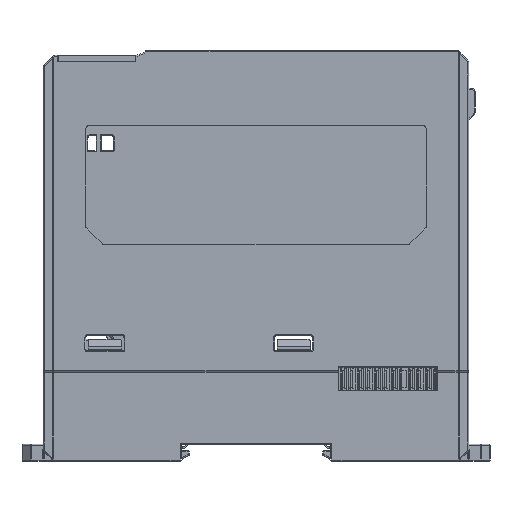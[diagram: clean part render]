
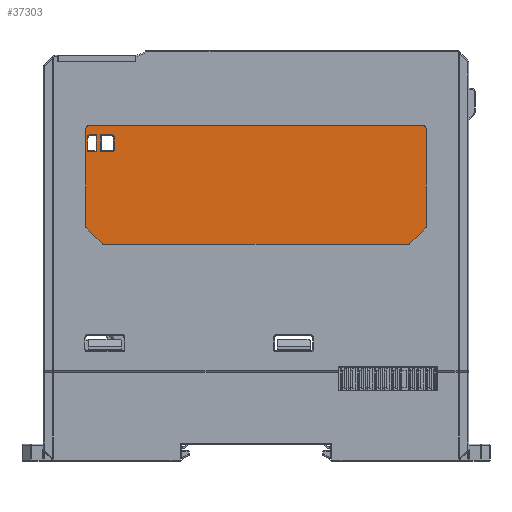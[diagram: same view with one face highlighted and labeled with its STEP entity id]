
A CAD part, left-side view. The second image highlights one B-rep face of the part: STEP entity #37303.
In plain terms, the highlighted planar face has unit normal (-1, 0, 0).
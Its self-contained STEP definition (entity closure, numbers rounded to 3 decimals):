
#10733=DIRECTION('',(0.,-1.,0.));
#10734=VECTOR('',#10733,2.6);
#10735=CARTESIAN_POINT('',(-11.2,86.6,28.5));
#10736=LINE('',#10735,#10734);
#10741=CARTESIAN_POINT('',(-11.2,85.793,3.26));
#10742=DIRECTION('',(1.,0.,0.));
#10743=DIRECTION('',(0.,0.,-1.));
#10744=AXIS2_PLACEMENT_3D('',#10741,#10742,#10743);
#10746=DIRECTION('',(0.,0.707,0.707));
#10747=VECTOR('',#10746,5.243);
#10748=CARTESIAN_POINT('',(-11.2,86.146,2.906));
#10749=LINE('',#10748,#10747);
#10750=CARTESIAN_POINT('',(-11.2,89.5,6.967));
#10751=DIRECTION('',(1.,0.,0.));
#10752=DIRECTION('',(0.,0.707,-0.707));
#10753=AXIS2_PLACEMENT_3D('',#10750,#10751,#10752);
#10755=DIRECTION('',(0.,0.,1.));
#10756=VECTOR('',#10755,22.793);
#10757=CARTESIAN_POINT('',(-11.2,90.,6.967));
#10758=LINE('',#10757,#10756);
#10759=CARTESIAN_POINT('',(-11.2,89.,29.76));
#10760=DIRECTION('',(1.,0.,0.));
#10761=DIRECTION('',(0.,1.,0.));
#10762=AXIS2_PLACEMENT_3D('',#10759,#10760,#10761);
#10764=DIRECTION('',(0.,-1.,0.));
#10765=VECTOR('',#10764,78.);
#10766=CARTESIAN_POINT('',(-11.2,89.,30.76));
#10767=LINE('',#10766,#10765);
#10768=CARTESIAN_POINT('',(-11.2,11.,29.76));
#10769=DIRECTION('',(1.,0.,0.));
#10770=DIRECTION('',(0.,0.,1.));
#10771=AXIS2_PLACEMENT_3D('',#10768,#10769,#10770);
#10773=DIRECTION('',(0.,0.,-1.));
#10774=VECTOR('',#10773,22.793);
#10775=CARTESIAN_POINT('',(-11.2,10.,29.76));
#10776=LINE('',#10775,#10774);
#10777=CARTESIAN_POINT('',(-11.2,10.5,6.967));
#10778=DIRECTION('',(1.,0.,0.));
#10779=DIRECTION('',(0.,-1.,0.));
#10780=AXIS2_PLACEMENT_3D('',#10777,#10778,#10779);
#10782=DIRECTION('',(0.,0.707,-0.707));
#10783=VECTOR('',#10782,5.243);
#10784=CARTESIAN_POINT('',(-11.2,10.146,6.614));
#10785=LINE('',#10784,#10783);
#10786=CARTESIAN_POINT('',(-11.2,14.207,3.26));
#10787=DIRECTION('',(1.,0.,0.));
#10788=DIRECTION('',(0.,-0.707,-0.707));
#10789=AXIS2_PLACEMENT_3D('',#10786,#10787,#10788);
#10791=DIRECTION('',(0.,1.,0.));
#10792=VECTOR('',#10791,71.586);
#10793=CARTESIAN_POINT('',(-11.2,14.207,2.76));
#10794=LINE('',#10793,#10792);
#10795=CARTESIAN_POINT('',(-11.2,83.7,25.));
#10796=DIRECTION('',(-1.,0.,0.));
#10797=DIRECTION('',(0.,0.,-1.));
#10798=AXIS2_PLACEMENT_3D('',#10795,#10796,#10797);
#10800=CARTESIAN_POINT('',(-11.2,84.,27.8));
#10801=DIRECTION('',(-1.,0.,0.));
#10802=DIRECTION('',(0.,-1.,0.));
#10803=AXIS2_PLACEMENT_3D('',#10800,#10801,#10802);
#10805=CARTESIAN_POINT('',(-11.2,89.,27.8));
#10806=DIRECTION('',(-1.,0.,0.));
#10807=DIRECTION('',(0.,0.,1.));
#10808=AXIS2_PLACEMENT_3D('',#10805,#10806,#10807);
#10810=CARTESIAN_POINT('',(-11.2,89.3,25.));
#10811=DIRECTION('',(-1.,0.,0.));
#10812=DIRECTION('',(0.,1.,0.));
#10813=AXIS2_PLACEMENT_3D('',#10810,#10811,#10812);
#10883=DIRECTION('',(0.,1.,0.));
#10884=VECTOR('',#10883,2.9);
#10885=CARTESIAN_POINT('',(-11.2,83.7,24.6));
#10886=LINE('',#10885,#10884);
#10922=DIRECTION('',(0.,0.,-1.));
#10923=VECTOR('',#10922,2.8);
#10924=CARTESIAN_POINT('',(-11.2,83.3,27.8));
#10925=LINE('',#10924,#10923);
#10957=DIRECTION('',(0.,0.,1.));
#10958=VECTOR('',#10957,3.9);
#10959=CARTESIAN_POINT('',(-11.2,86.6,24.6));
#10960=LINE('',#10959,#10958);
#10977=DIRECTION('',(0.,-1.,0.));
#10978=VECTOR('',#10977,1.6);
#10979=CARTESIAN_POINT('',(-11.2,89.,28.5));
#10980=LINE('',#10979,#10978);
#11012=DIRECTION('',(0.,0.,1.));
#11013=VECTOR('',#11012,2.8);
#11014=CARTESIAN_POINT('',(-11.2,89.7,25.));
#11015=LINE('',#11014,#11013);
#11043=DIRECTION('',(0.,1.,0.));
#11044=VECTOR('',#11043,1.9);
#11045=CARTESIAN_POINT('',(-11.2,87.4,24.6));
#11046=LINE('',#11045,#11044);
#11059=DIRECTION('',(0.,0.,-1.));
#11060=VECTOR('',#11059,3.9);
#11061=CARTESIAN_POINT('',(-11.2,87.4,28.5));
#11062=LINE('',#11061,#11060);
#21121=CARTESIAN_POINT('',(-11.2,86.6,28.5));
#21122=CARTESIAN_POINT('',(-11.2,84.,28.5));
#21123=VERTEX_POINT('',#21121);
#21124=VERTEX_POINT('',#21122);
#21125=CARTESIAN_POINT('',(-11.2,85.793,2.76));
#21126=CARTESIAN_POINT('',(-11.2,86.146,2.906));
#21127=VERTEX_POINT('',#21125);
#21128=VERTEX_POINT('',#21126);
#21129=CARTESIAN_POINT('',(-11.2,89.854,6.614));
#21130=VERTEX_POINT('',#21129);
#21131=CARTESIAN_POINT('',(-11.2,90.,6.967));
#21132=VERTEX_POINT('',#21131);
#21133=CARTESIAN_POINT('',(-11.2,90.,29.76));
#21134=VERTEX_POINT('',#21133);
#21135=CARTESIAN_POINT('',(-11.2,89.,30.76));
#21136=VERTEX_POINT('',#21135);
#21137=CARTESIAN_POINT('',(-11.2,11.,30.76));
#21138=VERTEX_POINT('',#21137);
#21139=CARTESIAN_POINT('',(-11.2,10.,29.76));
#21140=VERTEX_POINT('',#21139);
#21141=CARTESIAN_POINT('',(-11.2,10.,6.967));
#21142=VERTEX_POINT('',#21141);
#21143=CARTESIAN_POINT('',(-11.2,10.146,6.614));
#21144=VERTEX_POINT('',#21143);
#21145=CARTESIAN_POINT('',(-11.2,13.854,2.906));
#21146=VERTEX_POINT('',#21145);
#21147=CARTESIAN_POINT('',(-11.2,14.207,2.76));
#21148=VERTEX_POINT('',#21147);
#21149=CARTESIAN_POINT('',(-11.2,83.7,24.6));
#21150=CARTESIAN_POINT('',(-11.2,86.6,24.6));
#21151=VERTEX_POINT('',#21149);
#21152=VERTEX_POINT('',#21150);
#21153=CARTESIAN_POINT('',(-11.2,83.3,25.));
#21154=VERTEX_POINT('',#21153);
#21155=CARTESIAN_POINT('',(-11.2,83.3,27.8));
#21156=VERTEX_POINT('',#21155);
#21157=CARTESIAN_POINT('',(-11.2,89.,28.5));
#21158=CARTESIAN_POINT('',(-11.2,87.4,28.5));
#21159=VERTEX_POINT('',#21157);
#21160=VERTEX_POINT('',#21158);
#21161=CARTESIAN_POINT('',(-11.2,89.7,27.8));
#21162=VERTEX_POINT('',#21161);
#21163=CARTESIAN_POINT('',(-11.2,89.7,25.));
#21164=VERTEX_POINT('',#21163);
#21165=CARTESIAN_POINT('',(-11.2,89.3,24.6));
#21166=VERTEX_POINT('',#21165);
#21167=CARTESIAN_POINT('',(-11.2,87.4,24.6));
#21168=VERTEX_POINT('',#21167);
#37245=CARTESIAN_POINT('',(-11.2,0.,0.));
#37246=DIRECTION('',(-1.,0.,0.));
#37247=DIRECTION('',(0.,0.,1.));
#37248=AXIS2_PLACEMENT_3D('',#37245,#37246,#37247);
#37249=PLANE('',#37248);
#37251=ORIENTED_EDGE('',*,*,#37250,.T.);
#37253=ORIENTED_EDGE('',*,*,#37252,.T.);
#37255=ORIENTED_EDGE('',*,*,#37254,.T.);
#37257=ORIENTED_EDGE('',*,*,#37256,.T.);
#37259=ORIENTED_EDGE('',*,*,#37258,.T.);
#37261=ORIENTED_EDGE('',*,*,#37260,.T.);
#37263=ORIENTED_EDGE('',*,*,#37262,.T.);
#37265=ORIENTED_EDGE('',*,*,#37264,.T.);
#37267=ORIENTED_EDGE('',*,*,#37266,.T.);
#37269=ORIENTED_EDGE('',*,*,#37268,.T.);
#37271=ORIENTED_EDGE('',*,*,#37270,.T.);
#37273=ORIENTED_EDGE('',*,*,#37272,.T.);
#37274=EDGE_LOOP('',(#37251,#37253,#37255,#37257,#37259,#37261,#37263,#37265,
#37267,#37269,#37271,#37273));
#37275=FACE_OUTER_BOUND('',#37274,.F.);
#37277=ORIENTED_EDGE('',*,*,#37276,.F.);
#37279=ORIENTED_EDGE('',*,*,#37278,.T.);
#37281=ORIENTED_EDGE('',*,*,#37280,.F.);
#37283=ORIENTED_EDGE('',*,*,#37282,.T.);
#37284=ORIENTED_EDGE('',*,*,#37235,.F.);
#37286=ORIENTED_EDGE('',*,*,#37285,.F.);
#37287=EDGE_LOOP('',(#37277,#37279,#37281,#37283,#37284,#37286));
#37288=FACE_BOUND('',#37287,.F.);
#37290=ORIENTED_EDGE('',*,*,#37289,.F.);
#37292=ORIENTED_EDGE('',*,*,#37291,.T.);
#37294=ORIENTED_EDGE('',*,*,#37293,.F.);
#37296=ORIENTED_EDGE('',*,*,#37295,.T.);
#37298=ORIENTED_EDGE('',*,*,#37297,.F.);
#37300=ORIENTED_EDGE('',*,*,#37299,.F.);
#37301=EDGE_LOOP('',(#37290,#37292,#37294,#37296,#37298,#37300));
#37302=FACE_BOUND('',#37301,.F.);
#10745=CIRCLE('',#10744,0.5);
#10754=CIRCLE('',#10753,0.5);
#10763=CIRCLE('',#10762,1.);
#10772=CIRCLE('',#10771,1.);
#10781=CIRCLE('',#10780,0.5);
#10790=CIRCLE('',#10789,0.5);
#10799=CIRCLE('',#10798,0.4);
#10804=CIRCLE('',#10803,0.7);
#10809=CIRCLE('',#10808,0.7);
#10814=CIRCLE('',#10813,0.4);
#37235=EDGE_CURVE('',#21123,#21124,#10736,.T.);
#37250=EDGE_CURVE('',#21127,#21128,#10745,.T.);
#37252=EDGE_CURVE('',#21128,#21130,#10749,.T.);
#37254=EDGE_CURVE('',#21130,#21132,#10754,.T.);
#37256=EDGE_CURVE('',#21132,#21134,#10758,.T.);
#37258=EDGE_CURVE('',#21134,#21136,#10763,.T.);
#37260=EDGE_CURVE('',#21136,#21138,#10767,.T.);
#37262=EDGE_CURVE('',#21138,#21140,#10772,.T.);
#37264=EDGE_CURVE('',#21140,#21142,#10776,.T.);
#37266=EDGE_CURVE('',#21142,#21144,#10781,.T.);
#37268=EDGE_CURVE('',#21144,#21146,#10785,.T.);
#37270=EDGE_CURVE('',#21146,#21148,#10790,.T.);
#37272=EDGE_CURVE('',#21148,#21127,#10794,.T.);
#37276=EDGE_CURVE('',#21151,#21152,#10886,.T.);
#37278=EDGE_CURVE('',#21151,#21154,#10799,.T.);
#37280=EDGE_CURVE('',#21156,#21154,#10925,.T.);
#37282=EDGE_CURVE('',#21156,#21124,#10804,.T.);
#37285=EDGE_CURVE('',#21152,#21123,#10960,.T.);
#37289=EDGE_CURVE('',#21159,#21160,#10980,.T.);
#37291=EDGE_CURVE('',#21159,#21162,#10809,.T.);
#37293=EDGE_CURVE('',#21164,#21162,#11015,.T.);
#37295=EDGE_CURVE('',#21164,#21166,#10814,.T.);
#37297=EDGE_CURVE('',#21168,#21166,#11046,.T.);
#37299=EDGE_CURVE('',#21160,#21168,#11062,.T.);
#37303=ADVANCED_FACE('',(#37275,#37288,#37302),#37249,.T.);
